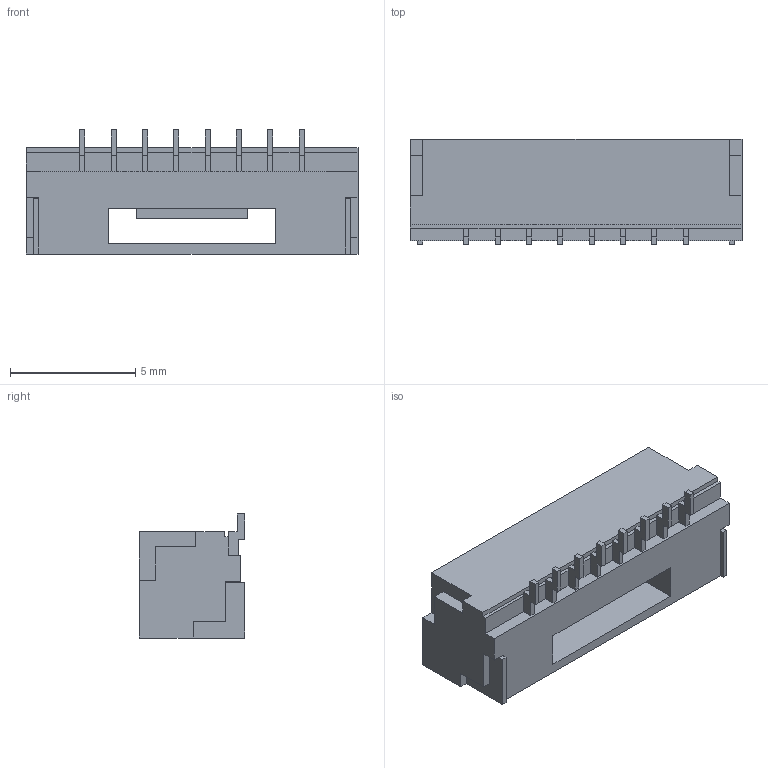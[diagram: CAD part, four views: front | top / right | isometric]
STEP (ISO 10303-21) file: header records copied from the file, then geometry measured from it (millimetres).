
FILE_DESCRIPTION (( 'STEP AP214' ), '1' );
FILE_NAME ('BM08B-GHS.STEP', '2010-06-16T07:23:00', ( ' ' ), ( ' ' ), 'SwSTEP 2.0', 'SolidWorks 2005235', '' );
FILE_SCHEMA (( 'AUTOMOTIVE_DESIGN' ));
Length unit declared in the file: millimetre
Products named in the file (1): BM08B-GHS
Bounding box: 13.25 x 4.2 x 4.95 mm (x, y, z)
Volume: 136.5 mm3; surface area: 392.3 mm2
Topology: 1 solids, 1 shells, 136 faces, 378 edges, 246 vertices
Faces by surface type: plane 136
Entity records: 5596 total; most frequent: CARTESIAN_POINT 761, ORIENTED_EDGE 756, DIRECTION 652, EDGE_CURVE 378, VECTOR 378, LINE 378, VERTEX_POINT 246, EDGE_LOOP 140
